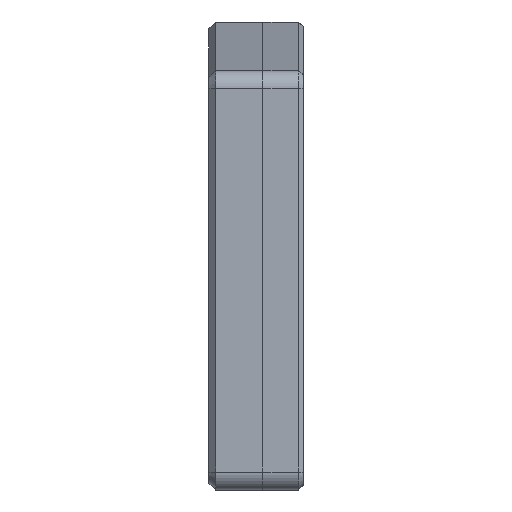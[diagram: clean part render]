
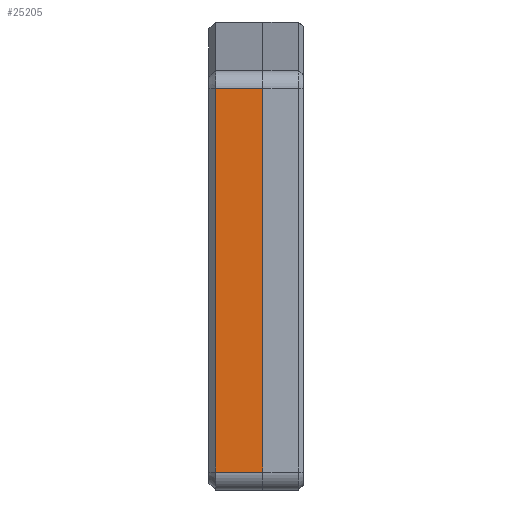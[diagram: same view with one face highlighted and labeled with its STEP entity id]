
A CAD part, left-side view. The second image highlights one B-rep face of the part: STEP entity #25205.
In plain terms, the highlighted planar face has unit normal (-1, 0, 0).
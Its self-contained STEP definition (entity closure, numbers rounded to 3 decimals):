
#2920=FACE_OUTER_BOUND('',#4337,.T.);
#4337=EDGE_LOOP('',(#21934,#21935,#21936,#21937));
#6704=LINE('',#46487,#9284);
#6732=LINE('',#54261,#9312);
#6756=LINE('',#54331,#9336);
#6757=LINE('',#54333,#9337);
#9284=VECTOR('',#32344,10.);
#9312=VECTOR('',#32440,10.);
#9336=VECTOR('',#32516,10.);
#9337=VECTOR('',#32519,10.);
#11783=VERTEX_POINT('',#46484);
#11784=VERTEX_POINT('',#46486);
#11813=VERTEX_POINT('',#54251);
#11815=VERTEX_POINT('',#54257);
#15155=EDGE_CURVE('',#11784,#11783,#6704,.T.);
#15236=EDGE_CURVE('',#11813,#11815,#6732,.T.);
#15272=EDGE_CURVE('',#11815,#11783,#6756,.T.);
#15273=EDGE_CURVE('',#11784,#11813,#6757,.T.);
#21934=ORIENTED_EDGE('',*,*,#15236,.F.);
#21935=ORIENTED_EDGE('',*,*,#15273,.F.);
#21936=ORIENTED_EDGE('',*,*,#15155,.T.);
#21937=ORIENTED_EDGE('',*,*,#15272,.F.);
#24035=PLANE('',#26987);
#25205=ADVANCED_FACE('',(#2920),#24035,.T.);
#26987=AXIS2_PLACEMENT_3D('',#54332,#32517,#32518);
#32344=DIRECTION('',(0.,0.,1.));
#32440=DIRECTION('',(0.,0.,1.));
#32516=DIRECTION('',(0.,-1.,0.));
#32517=DIRECTION('center_axis',(-1.,0.,0.));
#32518=DIRECTION('ref_axis',(0.,0.,1.));
#32519=DIRECTION('',(0.,1.,0.));
#46484=CARTESIAN_POINT('',(-119.943,0.947,41.965));
#46486=CARTESIAN_POINT('',(-119.943,0.947,-43.235));
#46487=CARTESIAN_POINT('',(-119.943,0.947,-47.235));
#54251=CARTESIAN_POINT('',(-119.943,11.447,-43.235));
#54257=CARTESIAN_POINT('',(-119.943,11.447,41.965));
#54261=CARTESIAN_POINT('',(-119.943,11.447,-21.23));
#54331=CARTESIAN_POINT('',(-119.943,0.947,41.965));
#54332=CARTESIAN_POINT('Origin',(-119.943,0.947,-47.235));
#54333=CARTESIAN_POINT('',(-119.943,0.947,-43.235));
